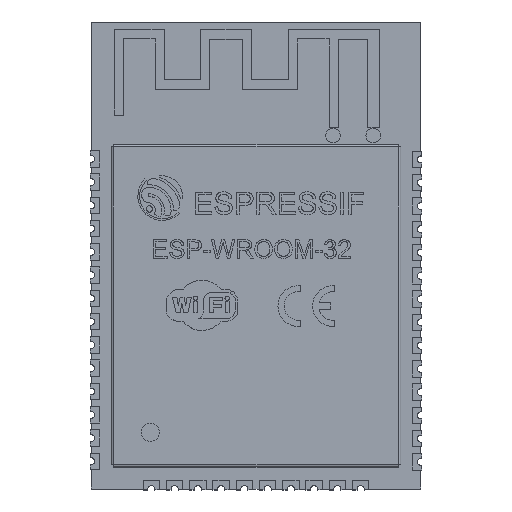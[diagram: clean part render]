
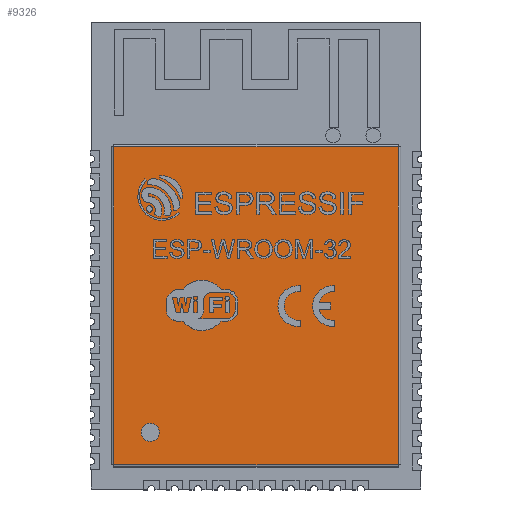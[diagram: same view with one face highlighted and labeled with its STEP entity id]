
A CAD part, top view. The second image highlights one B-rep face of the part: STEP entity #9326.
In plain terms, the highlighted face is planar.
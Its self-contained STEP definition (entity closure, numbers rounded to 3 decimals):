
#9326 = ADVANCED_FACE('',(#9327,#9446),#9341,.F.);
#9327 = FACE_BOUND('',#9328,.F.);
#9328 = EDGE_LOOP('',(#9329,#9364,#9392,#9420));
#9329 = ORIENTED_EDGE('',*,*,#9330,.F.);
#9330 = EDGE_CURVE('',#9331,#9333,#9335,.T.);
#9331 = VERTEX_POINT('',#9332);
#9332 = CARTESIAN_POINT('',(-7.78,-8.68,0.));
#9333 = VERTEX_POINT('',#9334);
#9334 = CARTESIAN_POINT('',(-7.78,8.68,0.));
#9335 = SURFACE_CURVE('',#9336,(#9340,#9352),.PCURVE_S1.);
#9336 = LINE('',#9337,#9338);
#9337 = CARTESIAN_POINT('',(-7.78,-8.68,0.));
#9338 = VECTOR('',#9339,1.);
#9339 = DIRECTION('',(0.,1.,0.));
#9340 = PCURVE('',#9341,#9346);
#9341 = PLANE('',#9342);
#9342 = AXIS2_PLACEMENT_3D('',#9343,#9344,#9345);
#9343 = CARTESIAN_POINT('',(-7.78,-8.68,0.));
#9344 = DIRECTION('',(0.,0.,1.));
#9345 = DIRECTION('',(1.,0.,0.));
#9346 = DEFINITIONAL_REPRESENTATION('',(#9347),#9351);
#9347 = LINE('',#9348,#9349);
#9348 = CARTESIAN_POINT('',(0.,0.));
#9349 = VECTOR('',#9350,1.);
#9350 = DIRECTION('',(0.,1.));
#9351 = ( GEOMETRIC_REPRESENTATION_CONTEXT(2) 
PARAMETRIC_REPRESENTATION_CONTEXT() REPRESENTATION_CONTEXT('2D SPACE',''
  ) );
#9352 = PCURVE('',#9353,#9358);
#9353 = CYLINDRICAL_SURFACE('',#9354,0.12);
#9354 = AXIS2_PLACEMENT_3D('',#9355,#9356,#9357);
#9355 = CARTESIAN_POINT('',(-7.78,8.68,0.12));
#9356 = DIRECTION('',(-0.,-1.,-0.));
#9357 = DIRECTION('',(0.,0.,-1.));
#9358 = DEFINITIONAL_REPRESENTATION('',(#9359),#9363);
#9359 = LINE('',#9360,#9361);
#9360 = CARTESIAN_POINT('',(-0.,17.36));
#9361 = VECTOR('',#9362,1.);
#9362 = DIRECTION('',(-0.,-1.));
#9363 = ( GEOMETRIC_REPRESENTATION_CONTEXT(2) 
PARAMETRIC_REPRESENTATION_CONTEXT() REPRESENTATION_CONTEXT('2D SPACE',''
  ) );
#9364 = ORIENTED_EDGE('',*,*,#9365,.T.);
#9365 = EDGE_CURVE('',#9331,#9366,#9368,.T.);
#9366 = VERTEX_POINT('',#9367);
#9367 = CARTESIAN_POINT('',(7.78,-8.68,0.));
#9368 = SURFACE_CURVE('',#9369,(#9373,#9380),.PCURVE_S1.);
#9369 = LINE('',#9370,#9371);
#9370 = CARTESIAN_POINT('',(-7.78,-8.68,0.));
#9371 = VECTOR('',#9372,1.);
#9372 = DIRECTION('',(1.,0.,0.));
#9373 = PCURVE('',#9341,#9374);
#9374 = DEFINITIONAL_REPRESENTATION('',(#9375),#9379);
#9375 = LINE('',#9376,#9377);
#9376 = CARTESIAN_POINT('',(0.,0.));
#9377 = VECTOR('',#9378,1.);
#9378 = DIRECTION('',(1.,0.));
#9379 = ( GEOMETRIC_REPRESENTATION_CONTEXT(2) 
PARAMETRIC_REPRESENTATION_CONTEXT() REPRESENTATION_CONTEXT('2D SPACE',''
  ) );
#9380 = PCURVE('',#9381,#9386);
#9381 = CYLINDRICAL_SURFACE('',#9382,0.12);
#9382 = AXIS2_PLACEMENT_3D('',#9383,#9384,#9385);
#9383 = CARTESIAN_POINT('',(7.78,-8.68,0.12));
#9384 = DIRECTION('',(-1.,0.,0.));
#9385 = DIRECTION('',(0.,0.,-1.));
#9386 = DEFINITIONAL_REPRESENTATION('',(#9387),#9391);
#9387 = LINE('',#9388,#9389);
#9388 = CARTESIAN_POINT('',(0.,15.56));
#9389 = VECTOR('',#9390,1.);
#9390 = DIRECTION('',(-0.,-1.));
#9391 = ( GEOMETRIC_REPRESENTATION_CONTEXT(2) 
PARAMETRIC_REPRESENTATION_CONTEXT() REPRESENTATION_CONTEXT('2D SPACE',''
  ) );
#9392 = ORIENTED_EDGE('',*,*,#9393,.T.);
#9393 = EDGE_CURVE('',#9366,#9394,#9396,.T.);
#9394 = VERTEX_POINT('',#9395);
#9395 = CARTESIAN_POINT('',(7.78,8.68,0.));
#9396 = SURFACE_CURVE('',#9397,(#9401,#9408),.PCURVE_S1.);
#9397 = LINE('',#9398,#9399);
#9398 = CARTESIAN_POINT('',(7.78,-8.68,0.));
#9399 = VECTOR('',#9400,1.);
#9400 = DIRECTION('',(0.,1.,0.));
#9401 = PCURVE('',#9341,#9402);
#9402 = DEFINITIONAL_REPRESENTATION('',(#9403),#9407);
#9403 = LINE('',#9404,#9405);
#9404 = CARTESIAN_POINT('',(15.56,0.));
#9405 = VECTOR('',#9406,1.);
#9406 = DIRECTION('',(0.,1.));
#9407 = ( GEOMETRIC_REPRESENTATION_CONTEXT(2) 
PARAMETRIC_REPRESENTATION_CONTEXT() REPRESENTATION_CONTEXT('2D SPACE',''
  ) );
#9408 = PCURVE('',#9409,#9414);
#9409 = CYLINDRICAL_SURFACE('',#9410,0.12);
#9410 = AXIS2_PLACEMENT_3D('',#9411,#9412,#9413);
#9411 = CARTESIAN_POINT('',(7.78,8.68,0.12));
#9412 = DIRECTION('',(-0.,-1.,-0.));
#9413 = DIRECTION('',(0.,0.,-1.));
#9414 = DEFINITIONAL_REPRESENTATION('',(#9415),#9419);
#9415 = LINE('',#9416,#9417);
#9416 = CARTESIAN_POINT('',(0.,17.36));
#9417 = VECTOR('',#9418,1.);
#9418 = DIRECTION('',(-0.,-1.));
#9419 = ( GEOMETRIC_REPRESENTATION_CONTEXT(2) 
PARAMETRIC_REPRESENTATION_CONTEXT() REPRESENTATION_CONTEXT('2D SPACE',''
  ) );
#9420 = ORIENTED_EDGE('',*,*,#9421,.F.);
#9421 = EDGE_CURVE('',#9333,#9394,#9422,.T.);
#9422 = SURFACE_CURVE('',#9423,(#9427,#9434),.PCURVE_S1.);
#9423 = LINE('',#9424,#9425);
#9424 = CARTESIAN_POINT('',(-7.78,8.68,0.));
#9425 = VECTOR('',#9426,1.);
#9426 = DIRECTION('',(1.,0.,0.));
#9427 = PCURVE('',#9341,#9428);
#9428 = DEFINITIONAL_REPRESENTATION('',(#9429),#9433);
#9429 = LINE('',#9430,#9431);
#9430 = CARTESIAN_POINT('',(0.,17.36));
#9431 = VECTOR('',#9432,1.);
#9432 = DIRECTION('',(1.,0.));
#9433 = ( GEOMETRIC_REPRESENTATION_CONTEXT(2) 
PARAMETRIC_REPRESENTATION_CONTEXT() REPRESENTATION_CONTEXT('2D SPACE',''
  ) );
#9434 = PCURVE('',#9435,#9440);
#9435 = CYLINDRICAL_SURFACE('',#9436,0.12);
#9436 = AXIS2_PLACEMENT_3D('',#9437,#9438,#9439);
#9437 = CARTESIAN_POINT('',(7.78,8.68,0.12));
#9438 = DIRECTION('',(-1.,0.,0.));
#9439 = DIRECTION('',(0.,0.,-1.));
#9440 = DEFINITIONAL_REPRESENTATION('',(#9441),#9445);
#9441 = LINE('',#9442,#9443);
#9442 = CARTESIAN_POINT('',(-0.,15.56));
#9443 = VECTOR('',#9444,1.);
#9444 = DIRECTION('',(-0.,-1.));
#9445 = ( GEOMETRIC_REPRESENTATION_CONTEXT(2) 
PARAMETRIC_REPRESENTATION_CONTEXT() REPRESENTATION_CONTEXT('2D SPACE',''
  ) );
#9446 = FACE_BOUND('',#9447,.F.);
#9447 = EDGE_LOOP('',(#9448));
#9448 = ORIENTED_EDGE('',*,*,#9449,.T.);
#9449 = EDGE_CURVE('',#9450,#9450,#9452,.T.);
#9450 = VERTEX_POINT('',#9451);
#9451 = CARTESIAN_POINT('',(-5.274,6.911,0.));
#9452 = SURFACE_CURVE('',#9453,(#9458,#9469),.PCURVE_S1.);
#9453 = CIRCLE('',#9454,0.5);
#9454 = AXIS2_PLACEMENT_3D('',#9455,#9456,#9457);
#9455 = CARTESIAN_POINT('',(-5.774,6.911,0.));
#9456 = DIRECTION('',(0.,0.,-1.));
#9457 = DIRECTION('',(1.,0.,0.));
#9458 = PCURVE('',#9341,#9459);
#9459 = DEFINITIONAL_REPRESENTATION('',(#9460),#9468);
#9460 = ( BOUNDED_CURVE() B_SPLINE_CURVE(2,(#9461,#9462,#9463,#9464,
#9465,#9466,#9467),.UNSPECIFIED.,.T.,.F.) B_SPLINE_CURVE_WITH_KNOTS((1,2
    ,2,2,2,1),(-2.094,0.,2.094,4.189,
6.283,8.378),.UNSPECIFIED.) CURVE() 
GEOMETRIC_REPRESENTATION_ITEM() RATIONAL_B_SPLINE_CURVE((1.,0.5,1.,0.5,
1.,0.5,1.)) REPRESENTATION_ITEM('') );
#9461 = CARTESIAN_POINT('',(2.506,15.591));
#9462 = CARTESIAN_POINT('',(2.506,14.725));
#9463 = CARTESIAN_POINT('',(1.756,15.158));
#9464 = CARTESIAN_POINT('',(1.006,15.591));
#9465 = CARTESIAN_POINT('',(1.756,16.024));
#9466 = CARTESIAN_POINT('',(2.506,16.457));
#9467 = CARTESIAN_POINT('',(2.506,15.591));
#9468 = ( GEOMETRIC_REPRESENTATION_CONTEXT(2) 
PARAMETRIC_REPRESENTATION_CONTEXT() REPRESENTATION_CONTEXT('2D SPACE',''
  ) );
#9469 = PCURVE('',#9470,#9475);
#9470 = CYLINDRICAL_SURFACE('',#9471,0.5);
#9471 = AXIS2_PLACEMENT_3D('',#9472,#9473,#9474);
#9472 = CARTESIAN_POINT('',(-5.774,6.911,0.));
#9473 = DIRECTION('',(0.,0.,-1.));
#9474 = DIRECTION('',(1.,0.,0.));
#9475 = DEFINITIONAL_REPRESENTATION('',(#9476),#9480);
#9476 = LINE('',#9477,#9478);
#9477 = CARTESIAN_POINT('',(0.,0.));
#9478 = VECTOR('',#9479,1.);
#9479 = DIRECTION('',(1.,0.));
#9480 = ( GEOMETRIC_REPRESENTATION_CONTEXT(2) 
PARAMETRIC_REPRESENTATION_CONTEXT() REPRESENTATION_CONTEXT('2D SPACE',''
  ) );
